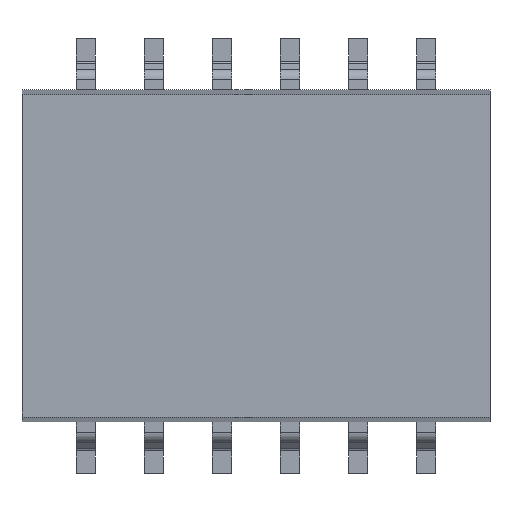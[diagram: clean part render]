
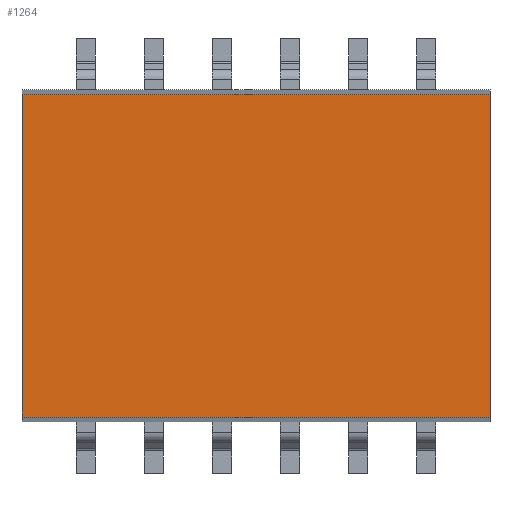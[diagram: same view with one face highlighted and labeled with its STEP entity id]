
A CAD part, top view. The second image highlights one B-rep face of the part: STEP entity #1264.
In plain terms, the highlighted planar face has unit normal (0, 0, 1).
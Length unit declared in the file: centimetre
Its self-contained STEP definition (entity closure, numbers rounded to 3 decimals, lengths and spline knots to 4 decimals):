
#42 = ORIENTED_EDGE ( 'NONE', *, *, #922, .T. ) ;
#87 = DIRECTION ( 'NONE',  ( 1., 0., 0. ) ) ;
#165 = VECTOR ( 'NONE', #3568, 100. ) ;
#243 = DIRECTION ( 'NONE',  ( 0., 1., 0. ) ) ;
#474 = CARTESIAN_POINT ( 'NONE',  ( 0.4369, 0.301, 0.1753 ) ) ;
#559 = LINE ( 'NONE', #2438, #165 ) ;
#568 = PLANE ( 'NONE',  #1926 ) ;
#922 = EDGE_CURVE ( 'NONE', #3789, #1175, #4097, .T. ) ;
#1124 = CARTESIAN_POINT ( 'NONE',  ( -0.4369, -0.301, 0.1753 ) ) ;
#1175 = VERTEX_POINT ( 'NONE', #474 ) ;
#1264 = ADVANCED_FACE ( 'NONE', ( #2205 ), #568, .T. ) ;
#1411 = ORIENTED_EDGE ( 'NONE', *, *, #2417, .T. ) ;
#1534 = DIRECTION ( 'NONE',  ( 0., -1., 0. ) ) ;
#1585 = CARTESIAN_POINT ( 'NONE',  ( 0.4369, 0.301, 0.1753 ) ) ;
#1625 = ORIENTED_EDGE ( 'NONE', *, *, #5447, .T. ) ;
#1926 = AXIS2_PLACEMENT_3D ( 'NONE', #3899, #5219, #87 ) ;
#1980 = LINE ( 'NONE', #3618, #3810 ) ;
#2205 = FACE_OUTER_BOUND ( 'NONE', #4566, .T. ) ;
#2417 = EDGE_CURVE ( 'NONE', #2526, #5216, #3612, .T. ) ;
#2438 = CARTESIAN_POINT ( 'NONE',  ( -0.4369, -0.301, 0.1753 ) ) ;
#2526 = VERTEX_POINT ( 'NONE', #5465 ) ;
#3568 = DIRECTION ( 'NONE',  ( 1., 0., 0. ) ) ;
#3612 = LINE ( 'NONE', #4833, #3858 ) ;
#3618 = CARTESIAN_POINT ( 'NONE',  ( -0.4369, 0.301, 0.1753 ) ) ;
#3789 = VERTEX_POINT ( 'NONE', #5187 ) ;
#3810 = VECTOR ( 'NONE', #4452, 100. ) ;
#3858 = VECTOR ( 'NONE', #1534, 100. ) ;
#3899 = CARTESIAN_POINT ( 'NONE',  ( -0.4369, 0.301, 0.1753 ) ) ;
#4097 = LINE ( 'NONE', #1585, #5119 ) ;
#4452 = DIRECTION ( 'NONE',  ( -1., 0., 0. ) ) ;
#4549 = EDGE_CURVE ( 'NONE', #5216, #3789, #559, .T. ) ;
#4566 = EDGE_LOOP ( 'NONE', ( #1625, #1411, #4662, #42 ) ) ;
#4662 = ORIENTED_EDGE ( 'NONE', *, *, #4549, .T. ) ;
#4833 = CARTESIAN_POINT ( 'NONE',  ( -0.4369, 0.301, 0.1753 ) ) ;
#5119 = VECTOR ( 'NONE', #243, 100. ) ;
#5187 = CARTESIAN_POINT ( 'NONE',  ( 0.4369, -0.301, 0.1753 ) ) ;
#5216 = VERTEX_POINT ( 'NONE', #1124 ) ;
#5219 = DIRECTION ( 'NONE',  ( 0., 0., 1. ) ) ;
#5447 = EDGE_CURVE ( 'NONE', #1175, #2526, #1980, .T. ) ;
#5465 = CARTESIAN_POINT ( 'NONE',  ( -0.4369, 0.301, 0.1753 ) ) ;
